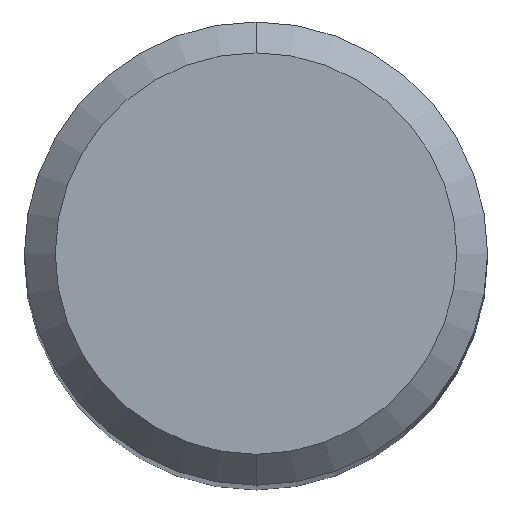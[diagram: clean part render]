
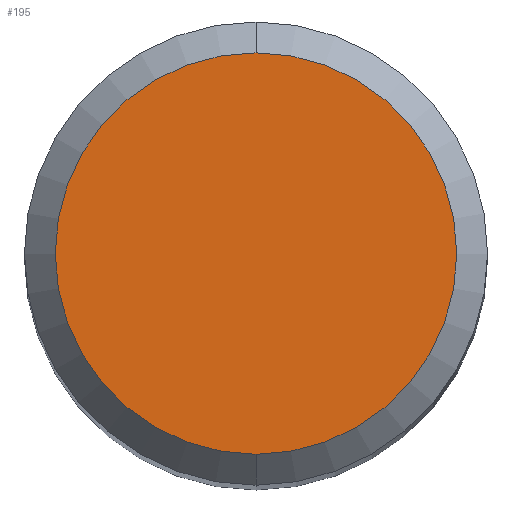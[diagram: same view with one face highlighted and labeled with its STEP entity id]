
A CAD part, top view. The second image highlights one B-rep face of the part: STEP entity #195.
In plain terms, the highlighted planar face has unit normal (0, 0, 1).
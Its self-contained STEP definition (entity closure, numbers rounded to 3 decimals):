
#195=ADVANCED_FACE('',(#503),#504,.T.);
#223=EDGE_CURVE('',#233,#315,#533,.T.);
#233=VERTEX_POINT('',#544);
#315=VERTEX_POINT('',#634);
#457=EDGE_CURVE('',#315,#233,#793,.T.);
#503=FACE_OUTER_BOUND('',#843,.T.);
#504=PLANE('',#844);
#533=CIRCLE('',#913,2.6);
#544=CARTESIAN_POINT('',(0.,-2.6,0.0));
#634=CARTESIAN_POINT('',(0.0,2.6,0.0));
#793=CIRCLE('',#1407,2.6);
#843=EDGE_LOOP('',(#1458,#1459));
#844=AXIS2_PLACEMENT_3D('',#1460,#1461,#1462);
#913=AXIS2_PLACEMENT_3D('',#1483,#1484,#1485);
#1407=AXIS2_PLACEMENT_3D('',#1793,#1794,#1795);
#1458=ORIENTED_EDGE('',*,*,#457,.F.);
#1459=ORIENTED_EDGE('',*,*,#223,.F.);
#1460=CARTESIAN_POINT('',(0.0,1.3,0.0));
#1461=DIRECTION('',(-0.0,0.0,1.0));
#1462=DIRECTION('',(0.0,-1.0,0.0));
#1483=CARTESIAN_POINT('',(0.0,0.0,0.0));
#1484=DIRECTION('',(0.0,0.0,-1.0));
#1485=DIRECTION('',(0.0,1.0,0.0));
#1793=CARTESIAN_POINT('',(0.0,0.0,0.0));
#1794=DIRECTION('',(0.0,0.0,-1.0));
#1795=DIRECTION('',(0.0,1.0,0.0));
